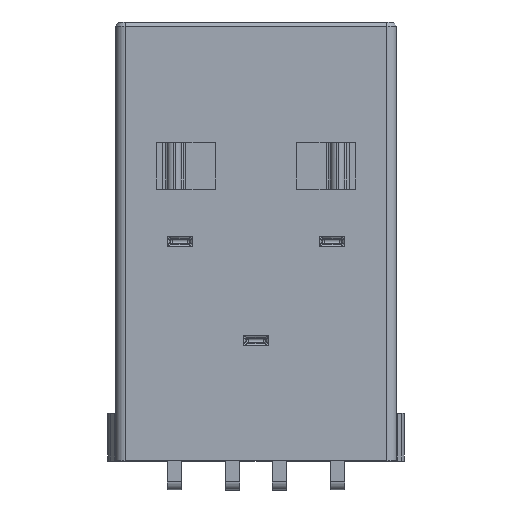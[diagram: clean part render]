
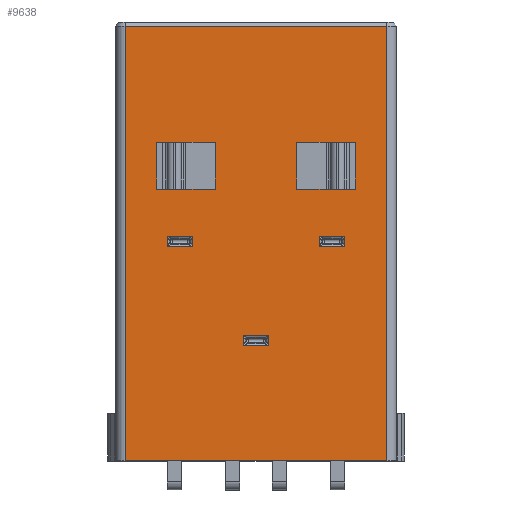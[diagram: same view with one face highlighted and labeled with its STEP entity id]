
A CAD part, top view. The second image highlights one B-rep face of the part: STEP entity #9638.
In plain terms, the highlighted planar face has unit normal (0, 0, 1).
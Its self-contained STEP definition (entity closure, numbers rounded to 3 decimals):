
#157=FACE_BOUND('',#1593,.T.);
#158=FACE_BOUND('',#1594,.T.);
#159=FACE_BOUND('',#1595,.T.);
#160=FACE_BOUND('',#1596,.T.);
#161=FACE_BOUND('',#1597,.T.);
#999=FACE_OUTER_BOUND('',#1592,.T.);
#1592=EDGE_LOOP('',(#7100,#7101,#7102,#7103));
#1593=EDGE_LOOP('',(#7104,#7105,#7106,#7107));
#1594=EDGE_LOOP('',(#7108,#7109,#7110,#7111));
#1595=EDGE_LOOP('',(#7112,#7113,#7114,#7115));
#1596=EDGE_LOOP('',(#7116,#7117,#7118,#7119));
#1597=EDGE_LOOP('',(#7120,#7121,#7122,#7123));
#2102=LINE('',#14212,#3072);
#2115=LINE('',#14248,#3085);
#2198=LINE('',#14474,#3168);
#2202=LINE('',#14482,#3172);
#2205=LINE('',#14488,#3175);
#2208=LINE('',#14493,#3178);
#2210=LINE('',#14498,#3180);
#2214=LINE('',#14506,#3184);
#2217=LINE('',#14512,#3187);
#2220=LINE('',#14517,#3190);
#2300=LINE('',#14971,#3270);
#2306=LINE('',#14983,#3276);
#2322=LINE('',#15035,#3292);
#2324=LINE('',#15044,#3294);
#2342=LINE('',#15099,#3312);
#2356=LINE('',#15141,#3326);
#2357=LINE('',#15143,#3327);
#2358=LINE('',#15144,#3328);
#2359=LINE('',#15145,#3329);
#2360=LINE('',#15146,#3330);
#2361=LINE('',#15149,#3331);
#2362=LINE('',#15151,#3332);
#2363=LINE('',#15153,#3333);
#2364=LINE('',#15154,#3334);
#3072=VECTOR('',#11267,10.);
#3085=VECTOR('',#11302,10.);
#3168=VECTOR('',#11527,10.);
#3172=VECTOR('',#11533,10.);
#3175=VECTOR('',#11538,10.);
#3178=VECTOR('',#11543,10.);
#3180=VECTOR('',#11547,10.);
#3184=VECTOR('',#11553,10.);
#3187=VECTOR('',#11558,10.);
#3190=VECTOR('',#11563,10.);
#3270=VECTOR('',#11819,10.);
#3276=VECTOR('',#11837,10.);
#3292=VECTOR('',#11885,10.);
#3294=VECTOR('',#11893,10.);
#3312=VECTOR('',#11943,10.);
#3326=VECTOR('',#11983,10.);
#3327=VECTOR('',#11984,10.);
#3328=VECTOR('',#11985,10.);
#3329=VECTOR('',#11986,10.);
#3330=VECTOR('',#11987,10.);
#3331=VECTOR('',#11988,10.);
#3332=VECTOR('',#11989,10.);
#3333=VECTOR('',#11990,10.);
#3334=VECTOR('',#11991,10.);
#4064=VERTEX_POINT('',#14205);
#4066=VERTEX_POINT('',#14210);
#4078=VERTEX_POINT('',#14246);
#4149=VERTEX_POINT('',#14472);
#4150=VERTEX_POINT('',#14473);
#4153=VERTEX_POINT('',#14481);
#4155=VERTEX_POINT('',#14487);
#4157=VERTEX_POINT('',#14496);
#4158=VERTEX_POINT('',#14497);
#4161=VERTEX_POINT('',#14505);
#4163=VERTEX_POINT('',#14511);
#4208=VERTEX_POINT('',#14969);
#4226=VERTEX_POINT('',#15029);
#4228=VERTEX_POINT('',#15033);
#4230=VERTEX_POINT('',#15038);
#4232=VERTEX_POINT('',#15042);
#4251=VERTEX_POINT('',#15093);
#4253=VERTEX_POINT('',#15097);
#4268=VERTEX_POINT('',#15140);
#4269=VERTEX_POINT('',#15142);
#4270=VERTEX_POINT('',#15147);
#4271=VERTEX_POINT('',#15148);
#4272=VERTEX_POINT('',#15150);
#4273=VERTEX_POINT('',#15152);
#4949=EDGE_CURVE('',#4066,#4064,#2102,.T.);
#4967=EDGE_CURVE('',#4066,#4078,#2115,.T.);
#5080=EDGE_CURVE('',#4149,#4150,#2198,.T.);
#5084=EDGE_CURVE('',#4150,#4153,#2202,.T.);
#5087=EDGE_CURVE('',#4153,#4155,#2205,.T.);
#5090=EDGE_CURVE('',#4155,#4149,#2208,.T.);
#5092=EDGE_CURVE('',#4157,#4158,#2210,.T.);
#5096=EDGE_CURVE('',#4158,#4161,#2214,.T.);
#5099=EDGE_CURVE('',#4161,#4163,#2217,.T.);
#5102=EDGE_CURVE('',#4163,#4157,#2220,.T.);
#5220=EDGE_CURVE('',#4208,#4064,#2300,.T.);
#5226=EDGE_CURVE('',#4078,#4208,#2306,.T.);
#5250=EDGE_CURVE('',#4228,#4226,#2322,.T.);
#5254=EDGE_CURVE('',#4232,#4230,#2324,.T.);
#5280=EDGE_CURVE('',#4253,#4251,#2342,.T.);
#5300=EDGE_CURVE('',#4268,#4253,#2356,.T.);
#5301=EDGE_CURVE('',#4269,#4268,#2357,.T.);
#5302=EDGE_CURVE('',#4251,#4269,#2358,.T.);
#5303=EDGE_CURVE('',#4226,#4232,#2359,.T.);
#5304=EDGE_CURVE('',#4230,#4228,#2360,.T.);
#5305=EDGE_CURVE('',#4270,#4271,#2361,.T.);
#5306=EDGE_CURVE('',#4272,#4270,#2362,.T.);
#5307=EDGE_CURVE('',#4273,#4272,#2363,.T.);
#5308=EDGE_CURVE('',#4271,#4273,#2364,.T.);
#7100=ORIENTED_EDGE('',*,*,#5226,.T.);
#7101=ORIENTED_EDGE('',*,*,#5220,.T.);
#7102=ORIENTED_EDGE('',*,*,#4949,.F.);
#7103=ORIENTED_EDGE('',*,*,#4967,.T.);
#7104=ORIENTED_EDGE('',*,*,#5300,.F.);
#7105=ORIENTED_EDGE('',*,*,#5301,.F.);
#7106=ORIENTED_EDGE('',*,*,#5302,.F.);
#7107=ORIENTED_EDGE('',*,*,#5280,.F.);
#7108=ORIENTED_EDGE('',*,*,#5090,.T.);
#7109=ORIENTED_EDGE('',*,*,#5080,.T.);
#7110=ORIENTED_EDGE('',*,*,#5084,.T.);
#7111=ORIENTED_EDGE('',*,*,#5087,.T.);
#7112=ORIENTED_EDGE('',*,*,#5102,.T.);
#7113=ORIENTED_EDGE('',*,*,#5092,.T.);
#7114=ORIENTED_EDGE('',*,*,#5096,.T.);
#7115=ORIENTED_EDGE('',*,*,#5099,.T.);
#7116=ORIENTED_EDGE('',*,*,#5254,.F.);
#7117=ORIENTED_EDGE('',*,*,#5303,.F.);
#7118=ORIENTED_EDGE('',*,*,#5250,.F.);
#7119=ORIENTED_EDGE('',*,*,#5304,.F.);
#7120=ORIENTED_EDGE('',*,*,#5305,.F.);
#7121=ORIENTED_EDGE('',*,*,#5306,.F.);
#7122=ORIENTED_EDGE('',*,*,#5307,.F.);
#7123=ORIENTED_EDGE('',*,*,#5308,.F.);
#9260=PLANE('',#10399);
#9638=ADVANCED_FACE('',(#999,#157,#158,#159,#160,#161),#9260,.T.);
#10399=AXIS2_PLACEMENT_3D('',#15139,#11981,#11982);
#11267=DIRECTION('',(0.,-1.,0.));
#11302=DIRECTION('',(-1.,0.,0.));
#11527=DIRECTION('',(0.,1.,0.));
#11533=DIRECTION('',(1.,0.,0.));
#11538=DIRECTION('',(0.,-1.,0.));
#11543=DIRECTION('',(-1.,0.,0.));
#11547=DIRECTION('',(0.,-1.,0.));
#11553=DIRECTION('',(-1.,0.,0.));
#11558=DIRECTION('',(0.,1.,0.));
#11563=DIRECTION('',(1.,0.,0.));
#11819=DIRECTION('',(1.,0.,0.));
#11837=DIRECTION('',(0.,-1.,0.));
#11885=DIRECTION('',(-1.,0.,0.));
#11893=DIRECTION('',(1.,0.,0.));
#11943=DIRECTION('',(-1.,0.,0.));
#11981=DIRECTION('center_axis',(0.,0.,1.));
#11982=DIRECTION('ref_axis',(1.,0.,0.));
#11983=DIRECTION('',(0.,1.,0.));
#11984=DIRECTION('',(1.,0.,0.));
#11985=DIRECTION('',(0.,-1.,0.));
#11986=DIRECTION('',(0.,-1.,0.));
#11987=DIRECTION('',(0.,1.,0.));
#11988=DIRECTION('',(0.,1.,0.));
#11989=DIRECTION('',(1.,0.,0.));
#11990=DIRECTION('',(0.,-1.,0.));
#11991=DIRECTION('',(-1.,0.,0.));
#14205=CARTESIAN_POINT('',(9.4,-5.6,0.3));
#14210=CARTESIAN_POINT('',(9.4,5.6,0.3));
#14212=CARTESIAN_POINT('',(9.4,6.,0.3));
#14246=CARTESIAN_POINT('',(-9.227,5.6,0.3));
#14248=CARTESIAN_POINT('',(4.7,5.6,0.3));
#14472=CARTESIAN_POINT('',(-4.24,-4.25,0.3));
#14473=CARTESIAN_POINT('',(-4.24,-1.75,0.3));
#14474=CARTESIAN_POINT('',(-4.24,-2.125,0.3));
#14481=CARTESIAN_POINT('',(-2.24,-1.75,0.3));
#14482=CARTESIAN_POINT('',(-2.12,-1.75,0.3));
#14487=CARTESIAN_POINT('',(-2.24,-4.25,0.3));
#14488=CARTESIAN_POINT('',(-2.24,-0.875,0.3));
#14493=CARTESIAN_POINT('',(-1.12,-4.25,0.3));
#14496=CARTESIAN_POINT('',(-2.24,4.25,0.3));
#14497=CARTESIAN_POINT('',(-2.24,1.75,0.3));
#14498=CARTESIAN_POINT('',(-2.24,2.125,0.3));
#14505=CARTESIAN_POINT('',(-4.24,1.75,0.3));
#14506=CARTESIAN_POINT('',(-1.12,1.75,0.3));
#14511=CARTESIAN_POINT('',(-4.24,4.25,0.3));
#14512=CARTESIAN_POINT('',(-4.24,0.875,0.3));
#14517=CARTESIAN_POINT('',(-2.12,4.25,0.3));
#14969=CARTESIAN_POINT('',(-9.227,-5.6,0.3));
#14971=CARTESIAN_POINT('',(-4.7,-5.6,0.3));
#14983=CARTESIAN_POINT('',(-9.227,7.804,0.3));
#15029=CARTESIAN_POINT('',(-0.227,3.807,0.3));
#15033=CARTESIAN_POINT('',(0.227,3.807,0.3));
#15035=CARTESIAN_POINT('',(0.075,3.807,0.3));
#15038=CARTESIAN_POINT('',(0.227,2.703,0.3));
#15042=CARTESIAN_POINT('',(-0.227,2.703,0.3));
#15044=CARTESIAN_POINT('',(-0.075,2.703,0.3));
#15093=CARTESIAN_POINT('',(-0.227,-2.703,0.3));
#15097=CARTESIAN_POINT('',(0.227,-2.703,0.3));
#15099=CARTESIAN_POINT('',(0.075,-2.703,0.3));
#15139=CARTESIAN_POINT('Origin',(0.,0.,0.3));
#15140=CARTESIAN_POINT('',(0.227,-3.807,0.3));
#15141=CARTESIAN_POINT('',(0.227,-1.865,0.3));
#15142=CARTESIAN_POINT('',(-0.227,-3.807,0.3));
#15143=CARTESIAN_POINT('',(-0.075,-3.807,0.3));
#15144=CARTESIAN_POINT('',(-0.227,-1.39,0.3));
#15145=CARTESIAN_POINT('',(-0.227,1.865,0.3));
#15146=CARTESIAN_POINT('',(0.227,1.39,0.3));
#15147=CARTESIAN_POINT('',(4.477,-0.552,0.3));
#15148=CARTESIAN_POINT('',(4.477,0.552,0.3));
#15149=CARTESIAN_POINT('',(4.477,-0.238,0.3));
#15150=CARTESIAN_POINT('',(4.023,-0.552,0.3));
#15151=CARTESIAN_POINT('',(2.05,-0.552,0.3));
#15152=CARTESIAN_POINT('',(4.023,0.552,0.3));
#15153=CARTESIAN_POINT('',(4.023,0.238,0.3));
#15154=CARTESIAN_POINT('',(2.2,0.552,0.3));
